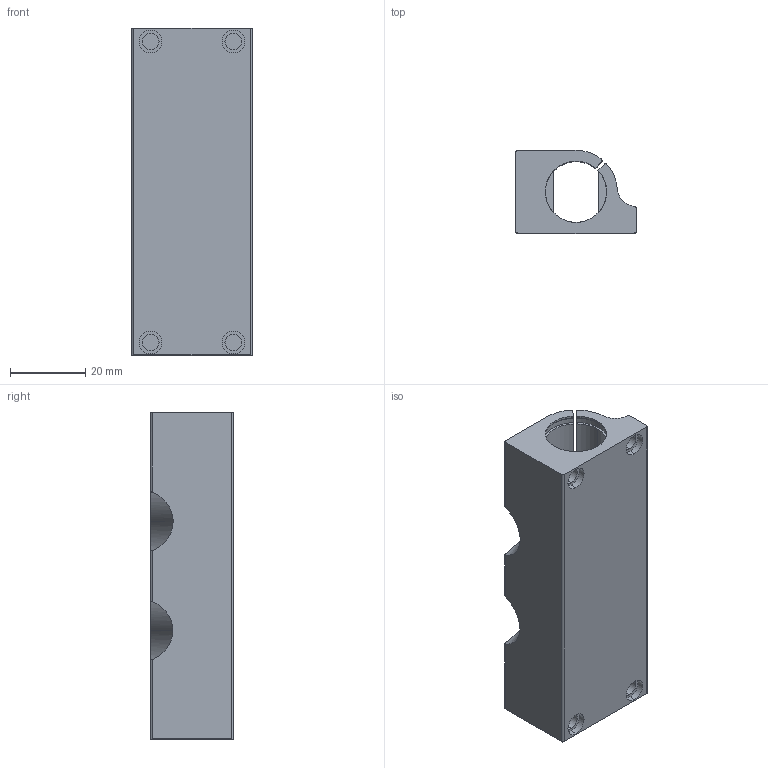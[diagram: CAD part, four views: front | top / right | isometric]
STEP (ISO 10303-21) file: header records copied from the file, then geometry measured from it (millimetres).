
FILE_DESCRIPTION (( 'STEP AP203' ), '1' );
FILE_NAME ('y_double_bearing_holder_V2.0.STEP', '2020-06-03T18:43:55', ( '' ), ( '' ), 'SwSTEP 2.0', 'SolidWorks 2020', '' );
FILE_SCHEMA (( 'CONFIG_CONTROL_DESIGN' ));
Length unit declared in the file: millimetre
Products named in the file (1): y_double_bearing_holder_V2.0
Bounding box: 32 x 22 x 87 mm (x, y, z)
Volume: 34353 mm3; surface area: 14875.4 mm2
Topology: 1 solids, 1 shells, 91 faces, 233 edges, 152 vertices
Faces by surface type: cylinder 46, plane 33, cone 12
Entity records: 2888 total; most frequent: CARTESIAN_POINT 578, DIRECTION 482, ORIENTED_EDGE 466, EDGE_CURVE 233, AXIS2_PLACEMENT_3D 186, VERTEX_POINT 152, VECTOR 110, LINE 110
